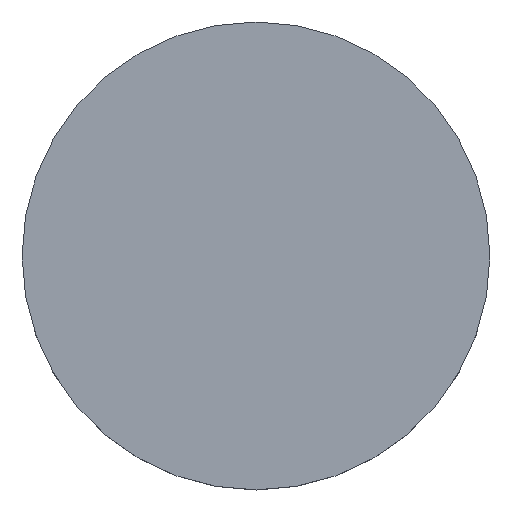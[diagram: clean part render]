
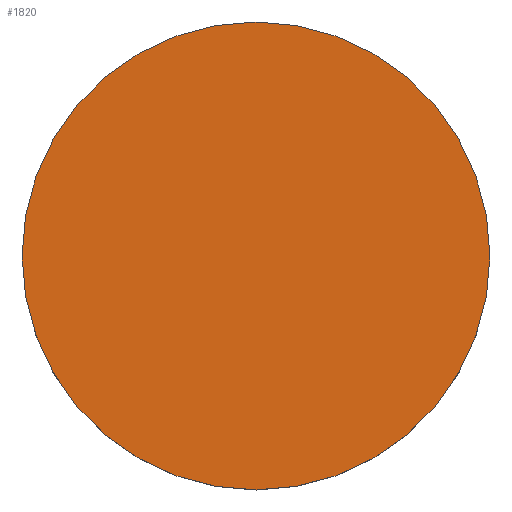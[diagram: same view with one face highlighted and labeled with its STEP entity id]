
A CAD part, top view. The second image highlights one B-rep face of the part: STEP entity #1820.
In plain terms, the highlighted planar face has unit normal (0, 0, 1).
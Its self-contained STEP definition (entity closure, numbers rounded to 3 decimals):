
#427=FACE_OUTER_BOUND('',#527,.T.);
#527=EDGE_LOOP('',(#1211));
#628=CIRCLE('',#1923,17.4);
#726=VERTEX_POINT('',#2593);
#920=EDGE_CURVE('',#726,#726,#628,.T.);
#1211=ORIENTED_EDGE('',*,*,#920,.T.);
#1793=PLANE('',#1922);
#1820=ADVANCED_FACE('',(#427),#1793,.T.);
#1922=AXIS2_PLACEMENT_3D('',#2592,#2098,#2099);
#1923=AXIS2_PLACEMENT_3D('',#2594,#2100,#2101);
#2098=DIRECTION('center_axis',(0.,0.,1.));
#2099=DIRECTION('ref_axis',(-1.,0.,0.));
#2100=DIRECTION('center_axis',(0.,0.,1.));
#2101=DIRECTION('ref_axis',(-1.,0.,0.));
#2592=CARTESIAN_POINT('Origin',(32.466,-67.188,12.5));
#2593=CARTESIAN_POINT('',(49.866,-67.188,12.5));
#2594=CARTESIAN_POINT('Origin',(32.466,-67.188,12.5));
